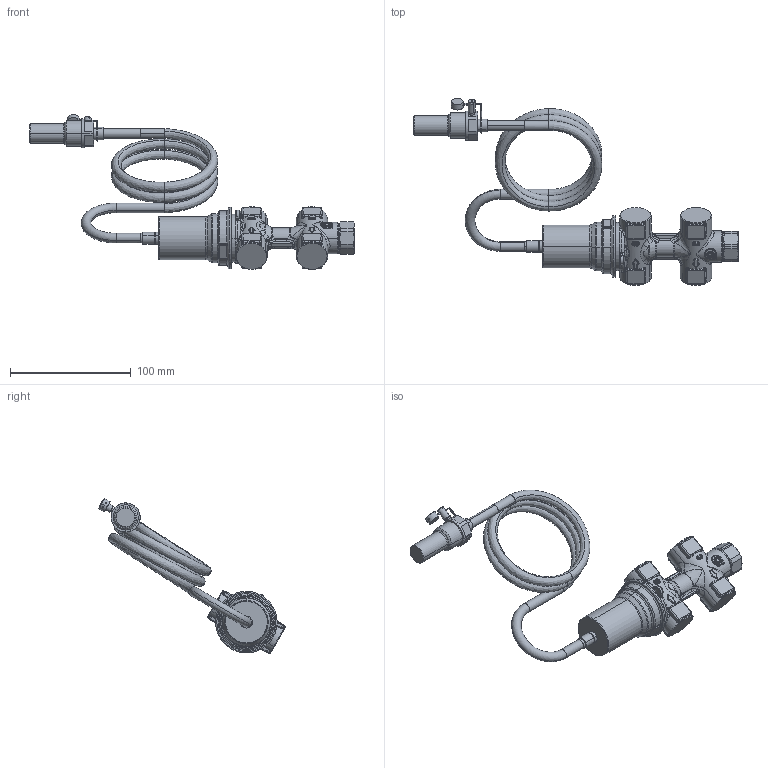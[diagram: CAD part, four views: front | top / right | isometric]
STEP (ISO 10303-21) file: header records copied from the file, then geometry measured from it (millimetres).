
FILE_DESCRIPTION(('CATIA V5 STEP Exchange'),'2;1');
FILE_NAME('STEP_544400_-_TST.stp','2019-12-12T14:35:10+00:00',('none'),('none'),'CATIA Version 5-6 Release 2016 SP4','CATIA V5 STEP AP203','none');
FILE_SCHEMA(('CONFIG_CONTROL_DESIGN'));
Products named in the file (1): 544400 - TST
Bounding box: 268.7 x 154.57 x 128.46 mm (x, y, z)
Volume: 223121.3 mm3; surface area: 51557 mm2
Topology: 1 solids, 1 shells, 1282 faces, 2955 edges, 1641 vertices
Faces by surface type: bspline 710, cylinder 289, plane 156, torus 45, cone 42, sphere 38, revolution 2
Entity records: 79207 total; most frequent: CARTESIAN_POINT 57863, ORIENTED_EDGE 5770, EDGE_CURVE 2885, B_SPLINE_CURVE_WITH_KNOTS 1939, DIRECTION 1752, VERTEX_POINT 1641, EDGE_LOOP 1322, ADVANCED_FACE 1282
